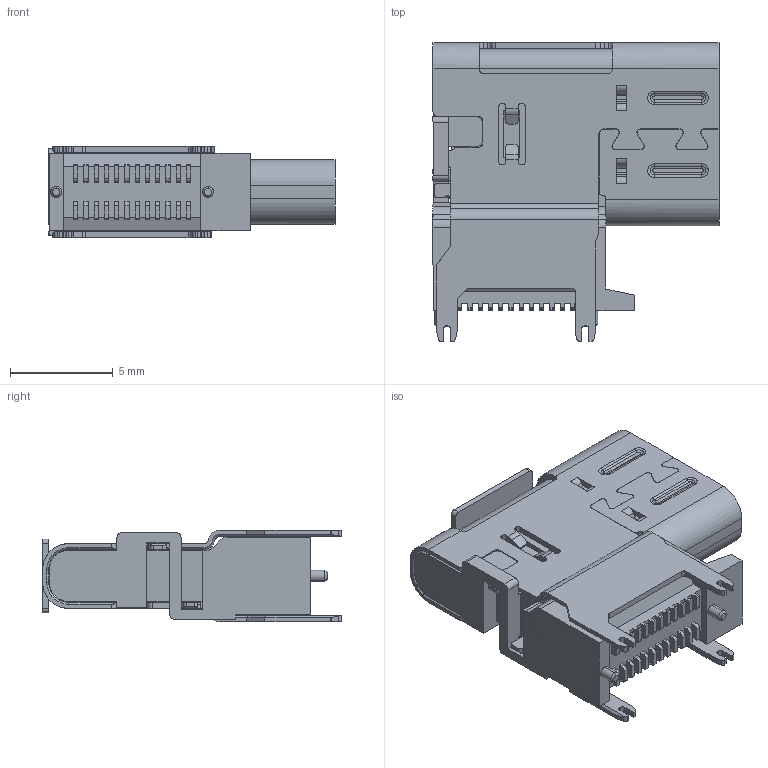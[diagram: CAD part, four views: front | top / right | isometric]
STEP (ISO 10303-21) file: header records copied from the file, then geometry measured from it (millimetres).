
FILE_DESCRIPTION((''),'2;1');
FILE_NAME('PRT0001','2024-07-15T09:05:12',('Administrator'),(''),'CREO PARAMETRIC BY PTC INC, 2020154','CREO PARAMETRIC BY PTC INC, 2020154','');
FILE_SCHEMA(('AUTOMOTIVE_DESIGN { 1 0 10303 214 1 1 1 1 }'));
Length unit declared in the file: millimetre
Products named in the file (1): PRT0001
Bounding box: 13.95 x 14.57 x 4.46 mm (x, y, z)
Volume: 440.8 mm3; surface area: 1163.2 mm2
Topology: 1 solids, 1 shells, 954 faces, 2819 edges, 1858 vertices
Faces by surface type: plane 668, cylinder 249, cone 21, torus 8, bspline 8
Entity records: 38904 total; most frequent: CARTESIAN_POINT 6256, ORIENTED_EDGE 5638, DIRECTION 5180, EDGE_CURVE 2819, VECTOR 2202, LINE 2202, VERTEX_POINT 1858, AXIS2_PLACEMENT_3D 1489
